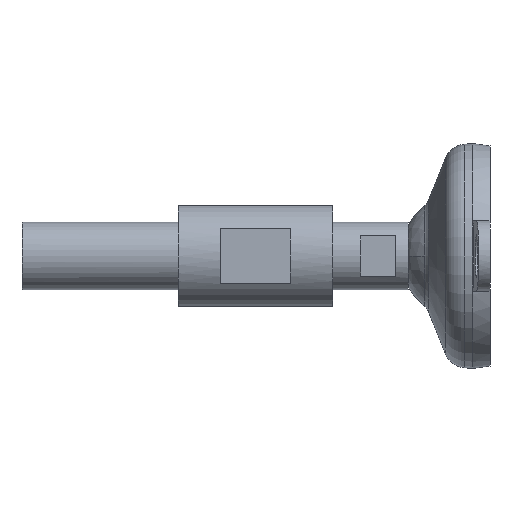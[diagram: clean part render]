
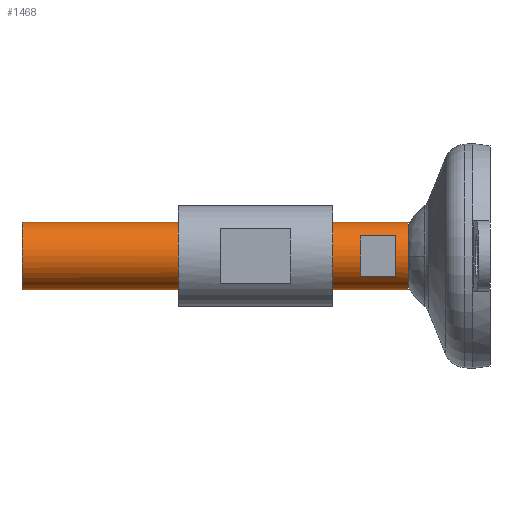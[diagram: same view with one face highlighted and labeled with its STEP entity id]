
A CAD part, left-side view. The second image highlights one B-rep face of the part: STEP entity #1468.
In plain terms, the highlighted cylindrical face has radius 12 mm (diameter 24 mm), a partial arc.
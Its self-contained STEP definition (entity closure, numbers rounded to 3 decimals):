
#7 = CIRCLE ( 'NONE', #1382, 12. ) ;
#11 = LINE ( 'NONE', #661, #121 ) ;
#16 = DIRECTION ( 'NONE',  ( 0., -1., 0. ) ) ;
#41 = VERTEX_POINT ( 'NONE', #1061 ) ;
#63 = ORIENTED_EDGE ( 'NONE', *, *, #114, .F. ) ;
#69 = LINE ( 'NONE', #1251, #1009 ) ;
#73 = AXIS2_PLACEMENT_3D ( 'NONE', #225, #1670, #509 ) ;
#96 = AXIS2_PLACEMENT_3D ( 'NONE', #676, #799, #945 ) ;
#113 = CARTESIAN_POINT ( 'NONE',  ( 0., 29.146, -12. ) ) ;
#114 = EDGE_CURVE ( 'NONE', #1373, #41, #11, .T. ) ;
#121 = VECTOR ( 'NONE', #1475, 1000. ) ;
#138 = EDGE_CURVE ( 'NONE', #300, #453, #447, .T. ) ;
#142 = EDGE_CURVE ( 'NONE', #1162, #1430, #1260, .T. ) ;
#225 = CARTESIAN_POINT ( 'NONE',  ( 0., 0., 0. ) ) ;
#235 = EDGE_LOOP ( 'NONE', ( #63, #960, #1587, #1354 ) ) ;
#275 = CIRCLE ( 'NONE', #1245, 12. ) ;
#292 = CARTESIAN_POINT ( 'NONE',  ( -9.5, 33.5, -7.331 ) ) ;
#300 = VERTEX_POINT ( 'NONE', #1427 ) ;
#342 = VECTOR ( 'NONE', #1517, 1000. ) ;
#351 = CARTESIAN_POINT ( 'NONE',  ( -9.5, 46., -7.331 ) ) ;
#356 = CYLINDRICAL_SURFACE ( 'NONE', #73, 12. ) ;
#436 = DIRECTION ( 'NONE',  ( 0., 1., 0. ) ) ;
#447 = LINE ( 'NONE', #1352, #1101 ) ;
#453 = VERTEX_POINT ( 'NONE', #1669 ) ;
#459 = DIRECTION ( 'NONE',  ( 0., -1., 0. ) ) ;
#509 = DIRECTION ( 'NONE',  ( 0., 0., -1. ) ) ;
#520 = VERTEX_POINT ( 'NONE', #1399 ) ;
#527 = CARTESIAN_POINT ( 'NONE',  ( 0., 166.5, 12. ) ) ;
#559 = EDGE_CURVE ( 'NONE', #1430, #300, #7, .T. ) ;
#577 = DIRECTION ( 'NONE',  ( 0., 0., 1. ) ) ;
#661 = CARTESIAN_POINT ( 'NONE',  ( 0., 0., 12. ) ) ;
#674 = DIRECTION ( 'NONE',  ( 0., 0., -1. ) ) ;
#676 = CARTESIAN_POINT ( 'NONE',  ( 0., 33.5, 0. ) ) ;
#679 = CIRCLE ( 'NONE', #96, 12. ) ;
#729 = DIRECTION ( 'NONE',  ( 0., 0., -1. ) ) ;
#799 = DIRECTION ( 'NONE',  ( 0., -1., 0. ) ) ;
#831 = CARTESIAN_POINT ( 'NONE',  ( -9.5, 0., -7.331 ) ) ;
#866 = EDGE_CURVE ( 'NONE', #41, #1431, #275, .T. ) ;
#925 = ORIENTED_EDGE ( 'NONE', *, *, #142, .T. ) ;
#945 = DIRECTION ( 'NONE',  ( 0., 0., -1. ) ) ;
#960 = ORIENTED_EDGE ( 'NONE', *, *, #1539, .T. ) ;
#985 = AXIS2_PLACEMENT_3D ( 'NONE', #1325, #16, #674 ) ;
#1009 = VECTOR ( 'NONE', #1640, 1000. ) ;
#1061 = CARTESIAN_POINT ( 'NONE',  ( 0., 29.146, 12. ) ) ;
#1101 = VECTOR ( 'NONE', #1372, 1000. ) ;
#1162 = VERTEX_POINT ( 'NONE', #292 ) ;
#1194 = EDGE_CURVE ( 'NONE', #453, #1162, #679, .T. ) ;
#1238 = ORIENTED_EDGE ( 'NONE', *, *, #1194, .T. ) ;
#1245 = AXIS2_PLACEMENT_3D ( 'NONE', #1513, #459, #729 ) ;
#1251 = CARTESIAN_POINT ( 'NONE',  ( 0., 0., -12. ) ) ;
#1257 = CIRCLE ( 'NONE', #985, 12. ) ;
#1260 = LINE ( 'NONE', #831, #342 ) ;
#1296 = FACE_BOUND ( 'NONE', #1297, .T. ) ;
#1297 = EDGE_LOOP ( 'NONE', ( #925, #1423, #1666, #1238 ) ) ;
#1325 = CARTESIAN_POINT ( 'NONE',  ( 0., 166.5, 0. ) ) ;
#1341 = EDGE_CURVE ( 'NONE', #520, #1431, #69, .T. ) ;
#1352 = CARTESIAN_POINT ( 'NONE',  ( -9.5, 0., 7.331 ) ) ;
#1354 = ORIENTED_EDGE ( 'NONE', *, *, #866, .F. ) ;
#1372 = DIRECTION ( 'NONE',  ( 0., -1., 0. ) ) ;
#1373 = VERTEX_POINT ( 'NONE', #527 ) ;
#1382 = AXIS2_PLACEMENT_3D ( 'NONE', #1599, #436, #577 ) ;
#1399 = CARTESIAN_POINT ( 'NONE',  ( 0., 166.5, -12. ) ) ;
#1423 = ORIENTED_EDGE ( 'NONE', *, *, #559, .T. ) ;
#1427 = CARTESIAN_POINT ( 'NONE',  ( -9.5, 46., 7.331 ) ) ;
#1430 = VERTEX_POINT ( 'NONE', #351 ) ;
#1431 = VERTEX_POINT ( 'NONE', #113 ) ;
#1468 = ADVANCED_FACE ( 'NONE', ( #1678, #1296 ), #356, .T. ) ;
#1475 = DIRECTION ( 'NONE',  ( 0., -1., 0. ) ) ;
#1513 = CARTESIAN_POINT ( 'NONE',  ( 0., 29.146, 0. ) ) ;
#1517 = DIRECTION ( 'NONE',  ( 0., 1., 0. ) ) ;
#1539 = EDGE_CURVE ( 'NONE', #1373, #520, #1257, .T. ) ;
#1587 = ORIENTED_EDGE ( 'NONE', *, *, #1341, .T. ) ;
#1599 = CARTESIAN_POINT ( 'NONE',  ( 0., 46., 0. ) ) ;
#1640 = DIRECTION ( 'NONE',  ( 0., -1., 0. ) ) ;
#1666 = ORIENTED_EDGE ( 'NONE', *, *, #138, .T. ) ;
#1669 = CARTESIAN_POINT ( 'NONE',  ( -9.5, 33.5, 7.331 ) ) ;
#1670 = DIRECTION ( 'NONE',  ( 0., -1., 0. ) ) ;
#1678 = FACE_OUTER_BOUND ( 'NONE', #235, .T. ) ;
